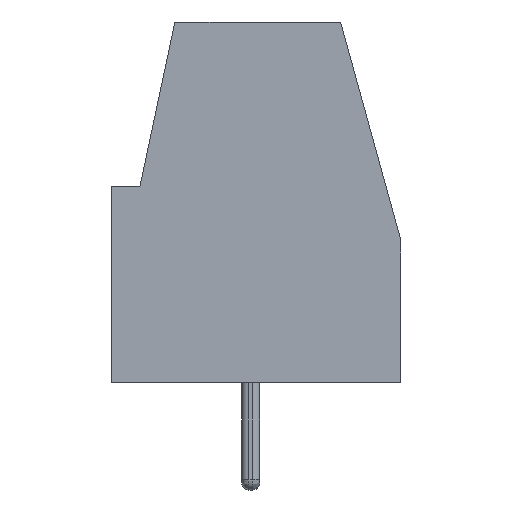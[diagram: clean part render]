
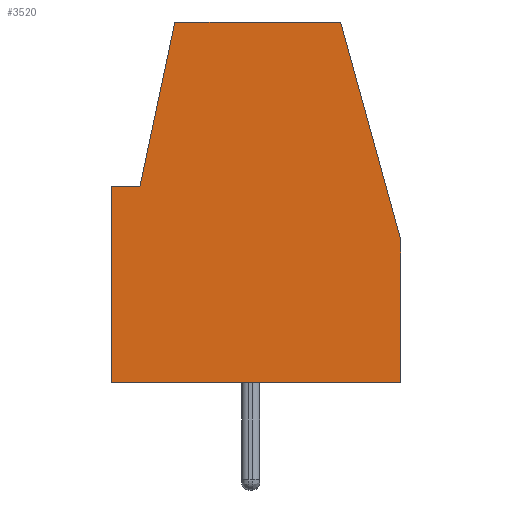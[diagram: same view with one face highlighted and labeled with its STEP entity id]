
A CAD part, left-side view. The second image highlights one B-rep face of the part: STEP entity #3520.
In plain terms, the highlighted planar face has unit normal (-1, 0, 0).
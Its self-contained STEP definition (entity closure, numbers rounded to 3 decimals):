
#78 = DIRECTION ( 'NONE',  ( 0., -0.208, 0.978 ) ) ;
#92 = ORIENTED_EDGE ( 'NONE', *, *, #1372, .T. ) ;
#95 = CARTESIAN_POINT ( 'NONE',  ( 0., -2.52, 10.1 ) ) ;
#122 = ORIENTED_EDGE ( 'NONE', *, *, #1680, .F. ) ;
#126 = CARTESIAN_POINT ( 'NONE',  ( 0., 3.1, 5.5 ) ) ;
#165 = CARTESIAN_POINT ( 'NONE',  ( 0., 3.1, 5.5 ) ) ;
#225 = VERTEX_POINT ( 'NONE', #95 ) ;
#371 = DIRECTION ( 'NONE',  ( 0., -1., 0. ) ) ;
#445 = VECTOR ( 'NONE', #1537, 1000. ) ;
#469 = LINE ( 'NONE', #165, #2666 ) ;
#719 = ORIENTED_EDGE ( 'NONE', *, *, #3213, .F. ) ;
#983 = LINE ( 'NONE', #1209, #3595 ) ;
#1048 = VERTEX_POINT ( 'NONE', #2531 ) ;
#1118 = ORIENTED_EDGE ( 'NONE', *, *, #3155, .F. ) ;
#1209 = CARTESIAN_POINT ( 'NONE',  ( 0., -4.2, 0. ) ) ;
#1217 = DIRECTION ( 'NONE',  ( 0., 0., -1. ) ) ;
#1252 = PLANE ( 'NONE',  #1956 ) ;
#1258 = VECTOR ( 'NONE', #3133, 1000. ) ;
#1311 = DIRECTION ( 'NONE',  ( 0., 1., 0. ) ) ;
#1372 = EDGE_CURVE ( 'NONE', #1048, #2128, #983, .T. ) ;
#1441 = EDGE_CURVE ( 'NONE', #3527, #225, #2733, .T. ) ;
#1537 = DIRECTION ( 'NONE',  ( 0., 1., 0. ) ) ;
#1544 = CARTESIAN_POINT ( 'NONE',  ( 0., -0.108, 10.1 ) ) ;
#1634 = LINE ( 'NONE', #2812, #2002 ) ;
#1680 = EDGE_CURVE ( 'NONE', #2209, #3527, #469, .T. ) ;
#1816 = CARTESIAN_POINT ( 'NONE',  ( 0., 3.9, 5.5 ) ) ;
#1862 = EDGE_CURVE ( 'NONE', #2317, #2128, #3016, .T. ) ;
#1877 = LINE ( 'NONE', #1816, #445 ) ;
#1952 = CARTESIAN_POINT ( 'NONE',  ( 0., -4.2, 0. ) ) ;
#1956 = AXIS2_PLACEMENT_3D ( 'NONE', #3017, #2163, #1311 ) ;
#2002 = VECTOR ( 'NONE', #3717, 1000. ) ;
#2124 = CARTESIAN_POINT ( 'NONE',  ( 0., -4.2, 4.57 ) ) ;
#2128 = VERTEX_POINT ( 'NONE', #1952 ) ;
#2143 = CARTESIAN_POINT ( 'NONE',  ( 0., 2.122, 10.1 ) ) ;
#2163 = DIRECTION ( 'NONE',  ( 1., 0., 0. ) ) ;
#2209 = VERTEX_POINT ( 'NONE', #126 ) ;
#2233 = LINE ( 'NONE', #3413, #1258 ) ;
#2317 = VERTEX_POINT ( 'NONE', #3810 ) ;
#2456 = FACE_OUTER_BOUND ( 'NONE', #3090, .T. ) ;
#2531 = CARTESIAN_POINT ( 'NONE',  ( 0., 3.9, 0. ) ) ;
#2546 = VECTOR ( 'NONE', #3273, 1000. ) ;
#2569 = ORIENTED_EDGE ( 'NONE', *, *, #1862, .F. ) ;
#2666 = VECTOR ( 'NONE', #78, 1000. ) ;
#2674 = CARTESIAN_POINT ( 'NONE',  ( 0., 3.9, 5.5 ) ) ;
#2683 = VERTEX_POINT ( 'NONE', #2674 ) ;
#2728 = VECTOR ( 'NONE', #1217, 1000. ) ;
#2733 = LINE ( 'NONE', #1544, #2546 ) ;
#2812 = CARTESIAN_POINT ( 'NONE',  ( 0., 3.9, 4.57 ) ) ;
#2973 = ORIENTED_EDGE ( 'NONE', *, *, #1441, .F. ) ;
#3016 = LINE ( 'NONE', #2124, #2728 ) ;
#3017 = CARTESIAN_POINT ( 'NONE',  ( 0., -0.108, 4.57 ) ) ;
#3090 = EDGE_LOOP ( 'NONE', ( #719, #2973, #122, #3259, #1118, #92, #2569 ) ) ;
#3133 = DIRECTION ( 'NONE',  ( 0., -0.266, -0.964 ) ) ;
#3155 = EDGE_CURVE ( 'NONE', #1048, #2683, #1634, .T. ) ;
#3213 = EDGE_CURVE ( 'NONE', #225, #2317, #2233, .T. ) ;
#3259 = ORIENTED_EDGE ( 'NONE', *, *, #3526, .T. ) ;
#3273 = DIRECTION ( 'NONE',  ( 0., -1., 0. ) ) ;
#3413 = CARTESIAN_POINT ( 'NONE',  ( 0., -2.52, 10.1 ) ) ;
#3520 = ADVANCED_FACE ( 'NONE', ( #2456 ), #1252, .F. ) ;
#3526 = EDGE_CURVE ( 'NONE', #2209, #2683, #1877, .T. ) ;
#3527 = VERTEX_POINT ( 'NONE', #2143 ) ;
#3595 = VECTOR ( 'NONE', #371, 1000. ) ;
#3717 = DIRECTION ( 'NONE',  ( 0., 0., 1. ) ) ;
#3810 = CARTESIAN_POINT ( 'NONE',  ( 0., -4.2, 4. ) ) ;
